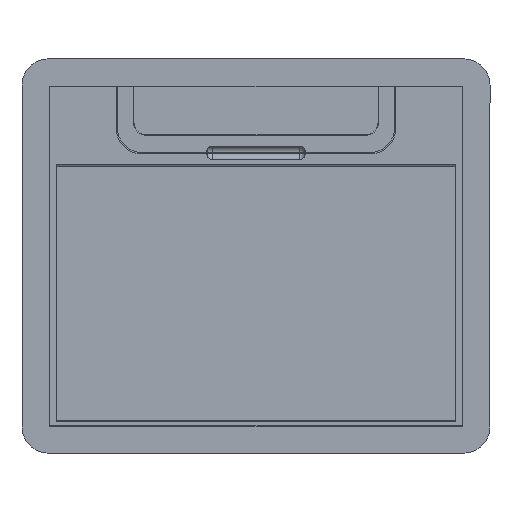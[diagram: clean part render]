
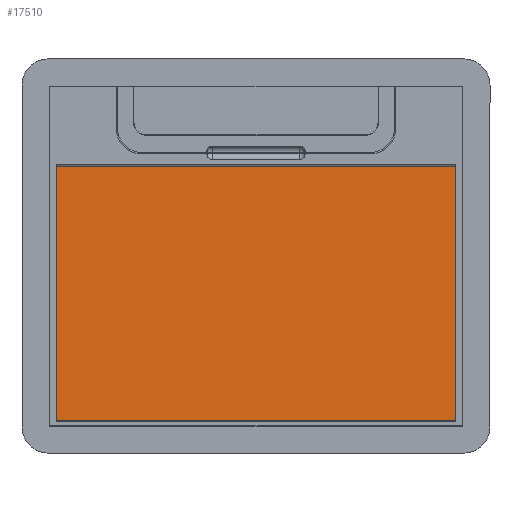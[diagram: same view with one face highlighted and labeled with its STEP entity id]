
A CAD part, top view. The second image highlights one B-rep face of the part: STEP entity #17510.
In plain terms, the highlighted planar face has unit normal (0, 0, 1).
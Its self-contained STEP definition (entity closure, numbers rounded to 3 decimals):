
#16496=CARTESIAN_POINT('Vertex',(54.933,-122.,5.1)) ;
#16499=CARTESIAN_POINT('Line Origine',(-22.77,-122.,5.1)) ;
#16503=CARTESIAN_POINT('Vertex',(-100.474,-122.,5.1)) ;
#16524=CARTESIAN_POINT('Line Origine',(-100.474,0.,5.1)) ;
#16528=CARTESIAN_POINT('Vertex',(-100.474,122.,5.1)) ;
#16548=CARTESIAN_POINT('Line Origine',(-22.77,122.,5.1)) ;
#16552=CARTESIAN_POINT('Vertex',(54.933,122.,5.1)) ;
#17487=CARTESIAN_POINT('Line Origine',(54.933,0.,5.1)) ;
#17499=CARTESIAN_POINT('Axis2P3D Location',(54.933,0.,5.1)) ;
#16500=DIRECTION('Vector Direction',(-1.,0.,0.)) ;
#16525=DIRECTION('Vector Direction',(0.,-1.,0.)) ;
#16549=DIRECTION('Vector Direction',(-1.,0.,0.)) ;
#17488=DIRECTION('Vector Direction',(0.,1.,0.)) ;
#17500=DIRECTION('Axis2P3D Direction',(0.,0.,1.)) ;
#17501=DIRECTION('Axis2P3D XDirection',(-1.,0.,0.)) ;
#17502=AXIS2_PLACEMENT_3D('Plane Axis2P3D',#17499,#17500,#17501) ;
#17505=ORIENTED_EDGE('',*,*,#17491,.F.) ;
#17506=ORIENTED_EDGE('',*,*,#16554,.T.) ;
#17507=ORIENTED_EDGE('',*,*,#16530,.T.) ;
#17508=ORIENTED_EDGE('',*,*,#16505,.F.) ;
#16501=VECTOR('Line Direction',#16500,1.) ;
#16526=VECTOR('Line Direction',#16525,1.) ;
#16550=VECTOR('Line Direction',#16549,1.) ;
#17489=VECTOR('Line Direction',#17488,1.) ;
#17510=ADVANCED_FACE('Corps de pi\X2\00E8\X0\ce.1',(#17509),#17503,.T.) ;
#16505=EDGE_CURVE('',#16497,#16504,#16502,.T.) ;
#16530=EDGE_CURVE('',#16529,#16504,#16527,.T.) ;
#16554=EDGE_CURVE('',#16553,#16529,#16551,.T.) ;
#17491=EDGE_CURVE('',#16553,#16497,#17490,.F.) ;
#17504=EDGE_LOOP('',(#17505,#17506,#17507,#17508)) ;
#17509=FACE_OUTER_BOUND('',#17504,.T.) ;
#16502=LINE('Line',#16499,#16501) ;
#16527=LINE('Line',#16524,#16526) ;
#16551=LINE('Line',#16548,#16550) ;
#17490=LINE('Line',#17487,#17489) ;
#17503=PLANE('',#17502) ;
#16497=VERTEX_POINT('',#16496) ;
#16504=VERTEX_POINT('',#16503) ;
#16529=VERTEX_POINT('',#16528) ;
#16553=VERTEX_POINT('',#16552) ;
